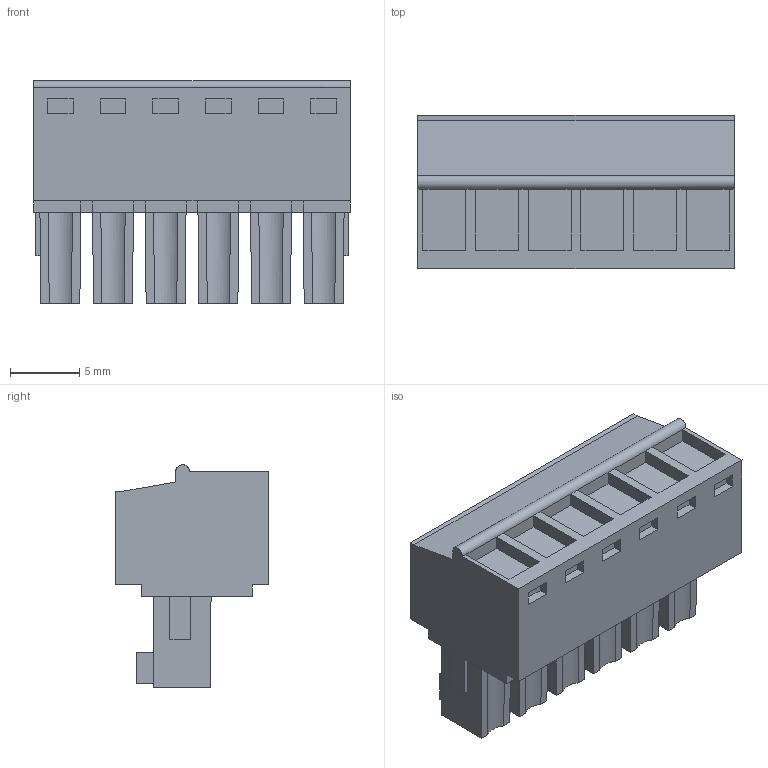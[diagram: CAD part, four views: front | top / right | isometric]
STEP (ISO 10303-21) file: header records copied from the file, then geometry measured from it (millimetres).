
FILE_DESCRIPTION(('CATIA V5 STEP','CAx-IF Rec.Pracs.--- Model Styling and Organization---1.2---2011-12-15'),'2;1');
FILE_NAME ('D1459709_0_1940770000_1940770000.stp','2017-04-14T13:17:04+00:00',('none'),('Weidmueller'),'CATIA Version 5-6 Release 2014','CATIA V5 STEP AP214','none');
FILE_SCHEMA(('AUTOMOTIVE_DESIGN { 1 0 10303 214 1 1 1 1 }'));
Length unit declared in the file: millimetre
Products named in the file (1): 1940770000
Bounding box: 22.86 x 11.1 x 16.1 mm (x, y, z)
Volume: 2346.6 mm3; surface area: 2227.7 mm2
Topology: 7 solids, 7 shells, 306 faces, 769 edges, 507 vertices
Faces by surface type: plane 257, cylinder 49
Entity records: 8580 total; most frequent: CARTESIAN_POINT 1622, ORIENTED_EDGE 1538, DIRECTION 1172, EDGE_CURVE 769, VECTOR 635, LINE 635, VERTEX_POINT 507, EDGE_LOOP 336
